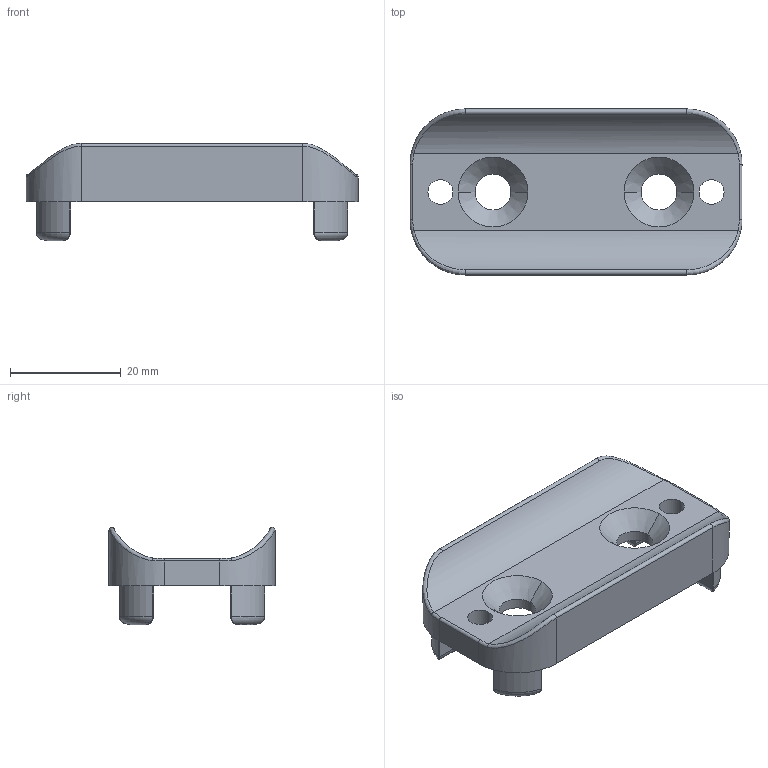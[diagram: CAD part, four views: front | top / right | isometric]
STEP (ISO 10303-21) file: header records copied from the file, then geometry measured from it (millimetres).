
FILE_DESCRIPTION (( 'STEP AP203' ), '1' );
FILE_NAME ('800.029.135.STEP', '2014-11-13T10:56:31', ( '' ), ( '' ), 'SwSTEP 2.0', 'SolidWorks 2012', '' );
FILE_SCHEMA (( 'CONFIG_CONTROL_DESIGN' ));
Length unit declared in the file: millimetre
Products named in the file (1): 800.029.135
Bounding box: 60 x 30 x 17.58 mm (x, y, z)
Volume: 10363 mm3; surface area: 5671 mm2
Topology: 1 solids, 1 shells, 90 faces, 216 edges, 120 vertices
Faces by surface type: cylinder 44, plane 18, bspline 16, torus 8, cone 4
Entity records: 3593 total; most frequent: CARTESIAN_POINT 1583, ORIENTED_EDGE 408, DIRECTION 394, EDGE_CURVE 204, AXIS2_PLACEMENT_3D 155, VERTEX_POINT 120, EDGE_LOOP 102, FACE_OUTER_BOUND 90
